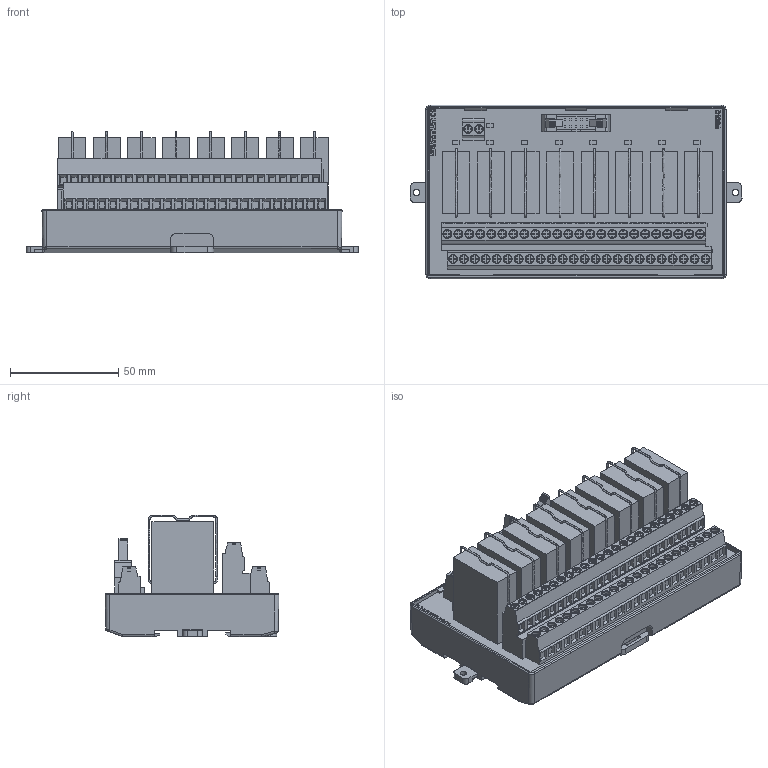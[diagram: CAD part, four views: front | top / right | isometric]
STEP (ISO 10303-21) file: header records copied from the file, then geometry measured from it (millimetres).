
FILE_DESCRIPTION(/* description */ (''),/* implementation_level */ '2;1');
FILE_NAME(/* name */ 'D1086-E 3D.stp',/* time_stamp */ '2024-08-16T11:50:07+08:00',/* author */ (''),/* organization */ (''),/* preprocessor_version */ 'ST-DEVELOPER v14',/* originating_system */ 'SIEMENS PLM Software NX 8.0',/* authorisation */ '');
FILE_SCHEMA (('AUTOMOTIVE_DESIGN { 1 0 10303 214 3 1 1 1 }'));
Products named in the file (1): D1086-E 3D_stp
Bounding box: 153.47 x 80.4 x 56.16 mm (x, y, z)
Volume: 334493.4 mm3; surface area: 78749.3 mm2
Topology: 3 solids, 7 shells, 2369 faces, 6238 edges, 4094 vertices
Faces by surface type: plane 1792, cylinder 239, torus 168, cone 124, bspline 34, extrusion 12
Full cylindrical faces by diameter (mm): 3 x2, 4.1 x32, 4.13 x32
Entity records: 119790 total; most frequent: CARTESIAN_POINT 61776, ORIENTED_EDGE 12118, DIRECTION 10753, EDGE_CURVE 6059, VECTOR 4653, LINE 4641, VERTEX_POINT 4042, AXIS2_PLACEMENT_3D 3050
